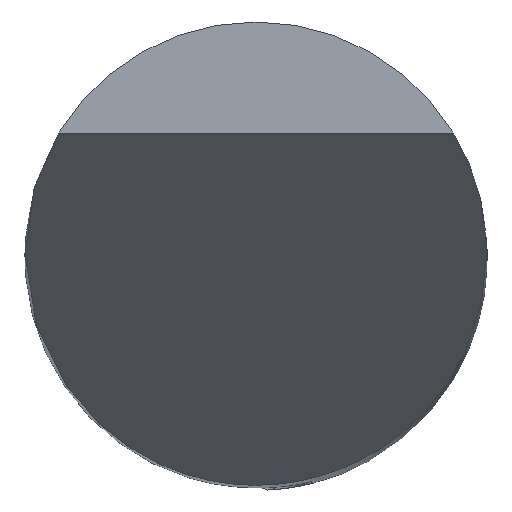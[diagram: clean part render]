
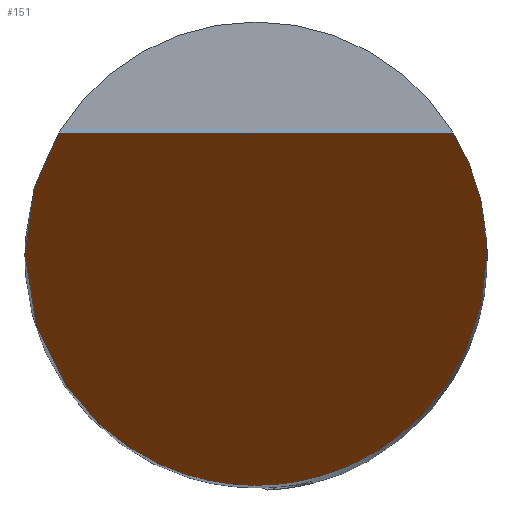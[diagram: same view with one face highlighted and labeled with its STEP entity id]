
A CAD part, top view. The second image highlights one B-rep face of the part: STEP entity #151.
In plain terms, the highlighted planar face has unit normal (0, -0.866, 0.5).
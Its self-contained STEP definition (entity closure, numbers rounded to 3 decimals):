
#76=PLANE('',#927);
#151=ADVANCED_FACE('',(#208),#76,.F.);
#208=FACE_OUTER_BOUND('',#258,.T.);
#258=EDGE_LOOP('',(#486,#487,#488));
#304=LINE('',#1565,#344);
#344=VECTOR('',#1063,1.);
#486=ORIENTED_EDGE('',*,*,#750,.T.);
#487=ORIENTED_EDGE('',*,*,#751,.T.);
#488=ORIENTED_EDGE('',*,*,#752,.T.);
#649=VERTEX_POINT('',#1558);
#650=VERTEX_POINT('',#1559);
#651=VERTEX_POINT('',#1564);
#750=EDGE_CURVE('',#649,#650,#853,.T.);
#751=EDGE_CURVE('',#650,#651,#854,.T.);
#752=EDGE_CURVE('',#651,#649,#304,.T.);
#853=(
BOUNDED_CURVE()
B_SPLINE_CURVE(3,(#1554,#1555,#1556,#1557),.UNSPECIFIED.,.F.,.F.)
B_SPLINE_CURVE_WITH_KNOTS((4,4),(0.,1.),.UNSPECIFIED.)
CURVE()
GEOMETRIC_REPRESENTATION_ITEM()
RATIONAL_B_SPLINE_CURVE((1.,0.66,0.66,1.))
REPRESENTATION_ITEM('')
);
#854=(
BOUNDED_CURVE()
B_SPLINE_CURVE(3,(#1560,#1561,#1562,#1563),.UNSPECIFIED.,.F.,.F.)
B_SPLINE_CURVE_WITH_KNOTS((4,4),(0.,1.),.UNSPECIFIED.)
CURVE()
GEOMETRIC_REPRESENTATION_ITEM()
RATIONAL_B_SPLINE_CURVE((1.,0.66,0.66,1.))
REPRESENTATION_ITEM('')
);
#927=AXIS2_PLACEMENT_3D('',#1566,#1064,#1065);
#1063=DIRECTION('',(-1.,0.,0.));
#1064=DIRECTION('',(0.,0.866,-0.5));
#1065=DIRECTION('',(0.,0.5,0.866));
#1554=CARTESIAN_POINT('',(-2.136,1.299,2.25));
#1555=CARTESIAN_POINT('',(-3.28,-0.581,-1.007));
#1556=CARTESIAN_POINT('',(-2.201,-2.5,-4.33));
#1557=CARTESIAN_POINT('',(0.,-2.5,-4.33));
#1558=CARTESIAN_POINT('',(-2.136,1.299,2.25));
#1559=CARTESIAN_POINT('',(0.,-2.5,-4.33));
#1560=CARTESIAN_POINT('',(0.,-2.5,-4.33));
#1561=CARTESIAN_POINT('',(2.201,-2.5,-4.33));
#1562=CARTESIAN_POINT('',(3.28,-0.581,-1.007));
#1563=CARTESIAN_POINT('',(2.136,1.299,2.25));
#1564=CARTESIAN_POINT('',(2.136,1.299,2.25));
#1565=CARTESIAN_POINT('',(0.,1.299,2.25));
#1566=CARTESIAN_POINT('',(2.5,-2.5,-4.33));
